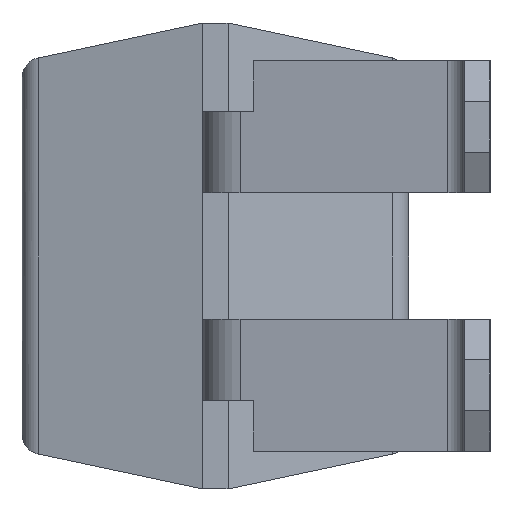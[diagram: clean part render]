
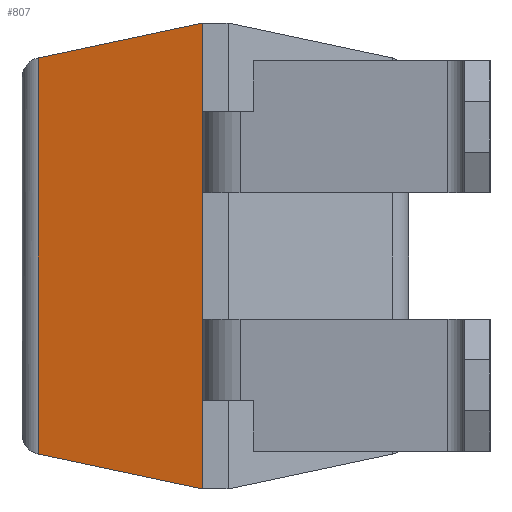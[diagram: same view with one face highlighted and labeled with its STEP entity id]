
A CAD part, left-side view. The second image highlights one B-rep face of the part: STEP entity #807.
In plain terms, the highlighted planar face has unit normal (-0.978, 0.208, 0).
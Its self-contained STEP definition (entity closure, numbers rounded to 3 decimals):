
#247 = DIRECTION ( 'NONE',  ( -0.978, 0.208, 0. ) ) ;
#513 = EDGE_CURVE ( 'NONE', #2214, #1072, #1009, .T. ) ;
#641 = EDGE_CURVE ( 'NONE', #2469, #1072, #2503, .T. ) ;
#797 = DIRECTION ( 'NONE',  ( -0.208, -0.978, 0. ) ) ;
#803 = CARTESIAN_POINT ( 'NONE',  ( -3.25, 2.825, -2.29 ) ) ;
#807 = ADVANCED_FACE ( 'NONE', ( #3166 ), #1757, .T. ) ;
#851 = CARTESIAN_POINT ( 'NONE',  ( -3.25, 2.825, 2.29 ) ) ;
#977 = LINE ( 'NONE', #2741, #1296 ) ;
#1009 = LINE ( 'NONE', #803, #2731 ) ;
#1027 = ORIENTED_EDGE ( 'NONE', *, *, #1754, .T. ) ;
#1072 = VERTEX_POINT ( 'NONE', #2668 ) ;
#1140 = VECTOR ( 'NONE', #2131, 1000. ) ;
#1296 = VECTOR ( 'NONE', #1520, 1000. ) ;
#1520 = DIRECTION ( 'NONE',  ( -0.204, -0.958, -0.204 ) ) ;
#1547 = CARTESIAN_POINT ( 'NONE',  ( -3.25, 2.825, -2.29 ) ) ;
#1561 = EDGE_LOOP ( 'NONE', ( #2142, #1027, #1887, #2494 ) ) ;
#1628 = VECTOR ( 'NONE', #2568, 1000. ) ;
#1754 = EDGE_CURVE ( 'NONE', #2469, #2713, #1902, .T. ) ;
#1757 = PLANE ( 'NONE',  #2599 ) ;
#1887 = ORIENTED_EDGE ( 'NONE', *, *, #2222, .T. ) ;
#1902 = LINE ( 'NONE', #1912, #1140 ) ;
#1912 = CARTESIAN_POINT ( 'NONE',  ( -2.906, 4.442, -1.913 ) ) ;
#1970 = CARTESIAN_POINT ( 'NONE',  ( -3.25, 2.825, -2.29 ) ) ;
#2131 = DIRECTION ( 'NONE',  ( 0., 0., -1. ) ) ;
#2142 = ORIENTED_EDGE ( 'NONE', *, *, #641, .F. ) ;
#2214 = VERTEX_POINT ( 'NONE', #1970 ) ;
#2222 = EDGE_CURVE ( 'NONE', #2713, #2214, #977, .T. ) ;
#2469 = VERTEX_POINT ( 'NONE', #3068 ) ;
#2494 = ORIENTED_EDGE ( 'NONE', *, *, #513, .T. ) ;
#2503 = LINE ( 'NONE', #851, #1628 ) ;
#2568 = DIRECTION ( 'NONE',  ( -0.204, -0.958, 0.204 ) ) ;
#2599 = AXIS2_PLACEMENT_3D ( 'NONE', #1547, #247, #797 ) ;
#2668 = CARTESIAN_POINT ( 'NONE',  ( -3.25, 2.825, 2.29 ) ) ;
#2713 = VERTEX_POINT ( 'NONE', #2946 ) ;
#2731 = VECTOR ( 'NONE', #2787, 1000. ) ;
#2741 = CARTESIAN_POINT ( 'NONE',  ( -3.25, 2.825, -2.29 ) ) ;
#2787 = DIRECTION ( 'NONE',  ( 0., 0., 1. ) ) ;
#2946 = CARTESIAN_POINT ( 'NONE',  ( -2.906, 4.442, -1.946 ) ) ;
#3068 = CARTESIAN_POINT ( 'NONE',  ( -2.906, 4.442, 1.946 ) ) ;
#3166 = FACE_OUTER_BOUND ( 'NONE', #1561, .T. ) ;
